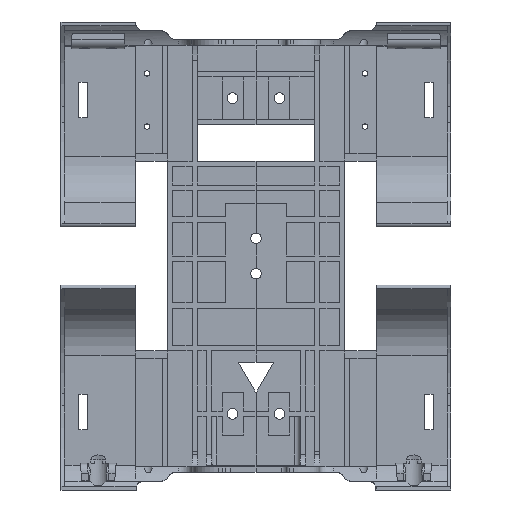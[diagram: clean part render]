
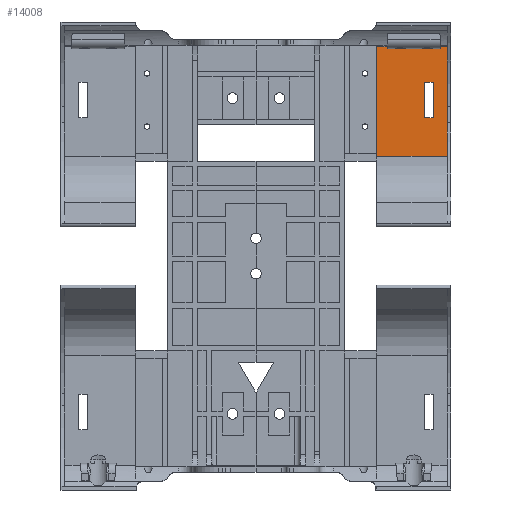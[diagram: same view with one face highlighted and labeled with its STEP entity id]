
A CAD part, front view. The second image highlights one B-rep face of the part: STEP entity #14008.
In plain terms, the highlighted planar face has unit normal (0, -1, 0).
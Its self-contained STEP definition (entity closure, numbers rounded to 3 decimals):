
#163=FACE_BOUND('',#1663,.T.);
#317=PLANE('',#14789);
#897=FACE_OUTER_BOUND('',#1662,.T.);
#1662=EDGE_LOOP('',(#10413,#10414,#10415,#10416,#10417,#10418,#10419,#10420,
#10421,#10422,#10423,#10424));
#1663=EDGE_LOOP('',(#10425,#10426,#10427,#10428));
#2655=LINE('',#18949,#4187);
#2869=LINE('',#20352,#4401);
#2904=LINE('',#20502,#4436);
#2908=LINE('',#20512,#4440);
#2910=LINE('',#20518,#4442);
#2911=LINE('',#20524,#4443);
#2912=LINE('',#20530,#4444);
#2933=LINE('',#20766,#4465);
#2934=LINE('',#20768,#4466);
#2941=LINE('',#20823,#4473);
#2942=LINE('',#20826,#4474);
#2943=LINE('',#20827,#4475);
#2944=LINE('',#20830,#4476);
#2945=LINE('',#20832,#4477);
#2946=LINE('',#20834,#4478);
#2947=LINE('',#20835,#4479);
#4187=VECTOR('',#15569,10.);
#4401=VECTOR('',#15959,10.);
#4436=VECTOR('',#16030,10.);
#4440=VECTOR('',#16040,10.);
#4442=VECTOR('',#16046,10.);
#4443=VECTOR('',#16053,10.);
#4444=VECTOR('',#16060,10.);
#4465=VECTOR('',#16147,10.);
#4466=VECTOR('',#16150,10.);
#4473=VECTOR('',#16167,10.);
#4474=VECTOR('',#16170,10.);
#4475=VECTOR('',#16171,10.);
#4476=VECTOR('',#16172,10.);
#4477=VECTOR('',#16173,10.);
#4478=VECTOR('',#16174,10.);
#4479=VECTOR('',#16175,10.);
#5961=VERTEX_POINT('',#18946);
#5962=VERTEX_POINT('',#18948);
#6213=VERTEX_POINT('',#20351);
#6249=VERTEX_POINT('',#20499);
#6250=VERTEX_POINT('',#20501);
#6252=VERTEX_POINT('',#20509);
#6253=VERTEX_POINT('',#20511);
#6254=VERTEX_POINT('',#20515);
#6255=VERTEX_POINT('',#20517);
#6257=VERTEX_POINT('',#20523);
#6259=VERTEX_POINT('',#20529);
#6293=VERTEX_POINT('',#20825);
#6294=VERTEX_POINT('',#20828);
#6295=VERTEX_POINT('',#20829);
#6296=VERTEX_POINT('',#20831);
#6297=VERTEX_POINT('',#20833);
#7362=EDGE_CURVE('',#5962,#5961,#2655,.T.);
#7731=EDGE_CURVE('',#5962,#6213,#2869,.T.);
#7778=EDGE_CURVE('',#6250,#6249,#2904,.T.);
#7783=EDGE_CURVE('',#6253,#6252,#2908,.T.);
#7786=EDGE_CURVE('',#6255,#6254,#2910,.T.);
#7789=EDGE_CURVE('',#6257,#6250,#2911,.T.);
#7792=EDGE_CURVE('',#6259,#6253,#2912,.T.);
#7845=EDGE_CURVE('',#6254,#6257,#2933,.T.);
#7846=EDGE_CURVE('',#6252,#6255,#2934,.T.);
#7857=EDGE_CURVE('',#5961,#6259,#2941,.T.);
#7858=EDGE_CURVE('',#6249,#6293,#2942,.T.);
#7859=EDGE_CURVE('',#6213,#6293,#2943,.T.);
#7860=EDGE_CURVE('',#6294,#6295,#2944,.T.);
#7861=EDGE_CURVE('',#6295,#6296,#2945,.T.);
#7862=EDGE_CURVE('',#6296,#6297,#2946,.T.);
#7863=EDGE_CURVE('',#6297,#6294,#2947,.T.);
#10413=ORIENTED_EDGE('',*,*,#7857,.T.);
#10414=ORIENTED_EDGE('',*,*,#7792,.T.);
#10415=ORIENTED_EDGE('',*,*,#7783,.T.);
#10416=ORIENTED_EDGE('',*,*,#7846,.T.);
#10417=ORIENTED_EDGE('',*,*,#7786,.T.);
#10418=ORIENTED_EDGE('',*,*,#7845,.T.);
#10419=ORIENTED_EDGE('',*,*,#7789,.T.);
#10420=ORIENTED_EDGE('',*,*,#7778,.T.);
#10421=ORIENTED_EDGE('',*,*,#7858,.T.);
#10422=ORIENTED_EDGE('',*,*,#7859,.F.);
#10423=ORIENTED_EDGE('',*,*,#7731,.F.);
#10424=ORIENTED_EDGE('',*,*,#7362,.T.);
#10425=ORIENTED_EDGE('',*,*,#7860,.T.);
#10426=ORIENTED_EDGE('',*,*,#7861,.T.);
#10427=ORIENTED_EDGE('',*,*,#7862,.T.);
#10428=ORIENTED_EDGE('',*,*,#7863,.T.);
#14008=ADVANCED_FACE('',(#897,#163),#317,.T.);
#14789=AXIS2_PLACEMENT_3D('',#20824,#16168,#16169);
#15569=DIRECTION('',(0.,0.,1.));
#15959=DIRECTION('',(-1.,0.,0.));
#16030=DIRECTION('',(0.035,0.,0.999));
#16040=DIRECTION('',(-1.,0.,0.));
#16046=DIRECTION('',(-1.,0.,0.));
#16053=DIRECTION('',(-1.,0.,0.));
#16060=DIRECTION('',(0.035,0.,-0.999));
#16147=DIRECTION('',(-1.,0.,0.));
#16150=DIRECTION('',(-1.,0.,0.));
#16167=DIRECTION('',(-1.,0.,0.));
#16168=DIRECTION('center_axis',(0.,-1.,0.));
#16169=DIRECTION('ref_axis',(0.,0.,1.));
#16170=DIRECTION('',(-1.,0.,0.));
#16171=DIRECTION('',(0.,0.,1.));
#16172=DIRECTION('',(0.,0.,-1.));
#16173=DIRECTION('',(-1.,0.,0.));
#16174=DIRECTION('',(0.,0.,1.));
#16175=DIRECTION('',(1.,0.,0.));
#18946=CARTESIAN_POINT('',(108.,3.,118.));
#18948=CARTESIAN_POINT('',(108.,3.,56.187));
#18949=CARTESIAN_POINT('',(108.,3.,68.74));
#20351=CARTESIAN_POINT('',(68.,3.,56.187));
#20352=CARTESIAN_POINT('',(110.,3.,56.187));
#20499=CARTESIAN_POINT('',(73.987,3.,118.));
#20501=CARTESIAN_POINT('',(73.952,3.,117.));
#20502=CARTESIAN_POINT('',(73.469,3.,103.165));
#20509=CARTESIAN_POINT('',(97.856,3.,117.));
#20511=CARTESIAN_POINT('',(104.048,3.,117.));
#20512=CARTESIAN_POINT('',(99.5,3.,117.));
#20515=CARTESIAN_POINT('',(82.856,3.,117.));
#20517=CARTESIAN_POINT('',(95.144,3.,117.));
#20518=CARTESIAN_POINT('',(99.5,3.,117.));
#20523=CARTESIAN_POINT('',(80.144,3.,117.));
#20524=CARTESIAN_POINT('',(99.5,3.,117.));
#20529=CARTESIAN_POINT('',(104.013,3.,118.));
#20530=CARTESIAN_POINT('',(104.556,3.,102.432));
#20766=CARTESIAN_POINT('',(99.5,3.,117.));
#20768=CARTESIAN_POINT('',(99.5,3.,117.));
#20823=CARTESIAN_POINT('',(89.,3.,118.));
#20824=CARTESIAN_POINT('Origin',(110.,3.,58.));
#20825=CARTESIAN_POINT('',(68.,3.,118.));
#20826=CARTESIAN_POINT('',(89.,3.,118.));
#20827=CARTESIAN_POINT('',(68.,3.,118.5));
#20828=CARTESIAN_POINT('',(100.,3.,98.));
#20829=CARTESIAN_POINT('',(100.,3.,78.));
#20830=CARTESIAN_POINT('',(100.,3.,68.));
#20831=CARTESIAN_POINT('',(95.,3.,78.));
#20832=CARTESIAN_POINT('',(102.5,3.,78.));
#20833=CARTESIAN_POINT('',(95.,3.,98.));
#20834=CARTESIAN_POINT('',(95.,3.,78.));
#20835=CARTESIAN_POINT('',(105.,3.,98.));
